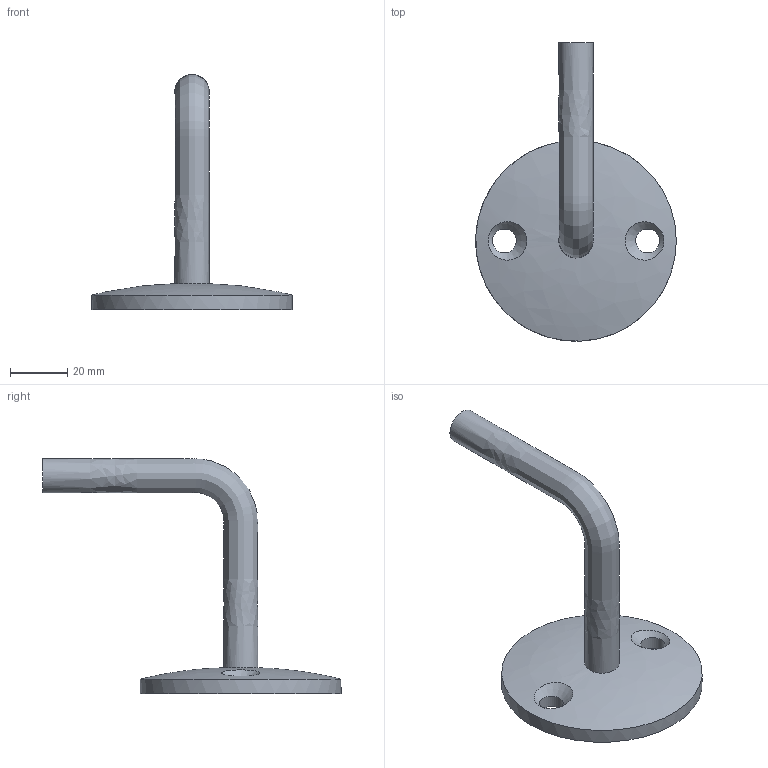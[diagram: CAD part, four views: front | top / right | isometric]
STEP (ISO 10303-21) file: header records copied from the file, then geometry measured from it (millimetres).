
FILE_DESCRIPTION(/* description */ (''),/* implementation_level */ '2;1');
FILE_NAME(/* name */ '1865_Cosch_Edelstahltechnik.stp',/* time_stamp */ '2018-12-11T20:39:33+01:00',/* author */ (''),/* organization */ (''),/* preprocessor_version */ 'ST-DEVELOPER v16',/* originating_system */ 'SIEMENS PLM Software NX 11.0',/* authorisation */ '');
FILE_SCHEMA (('AUTOMOTIVE_DESIGN { 1 0 10303 214 3 1 1 1 }'));
Length unit declared in the file: millimetre
Products named in the file (1): Goge1E9032EDl7cb
Bounding box: 70 x 104 x 81.99 mm (x, y, z)
Volume: 41184.4 mm3; surface area: 13816.3 mm2
Topology: 1 solids, 1 shells, 9 faces, 27 edges, 23 vertices
Faces by surface type: cylinder 3, bspline 2, plane 2, cone 2
Full cylindrical faces by diameter (mm): 8.3 x2, 70 x1
Entity records: 1315 total; most frequent: CARTESIAN_POINT 1097, DIRECTION 32, EDGE_LOOP 20, ORIENTED_EDGE 20, FACE_BOUND 19, AXIS2_PLACEMENT_3D 15, VERTEX_POINT 10, EDGE_CURVE 10
